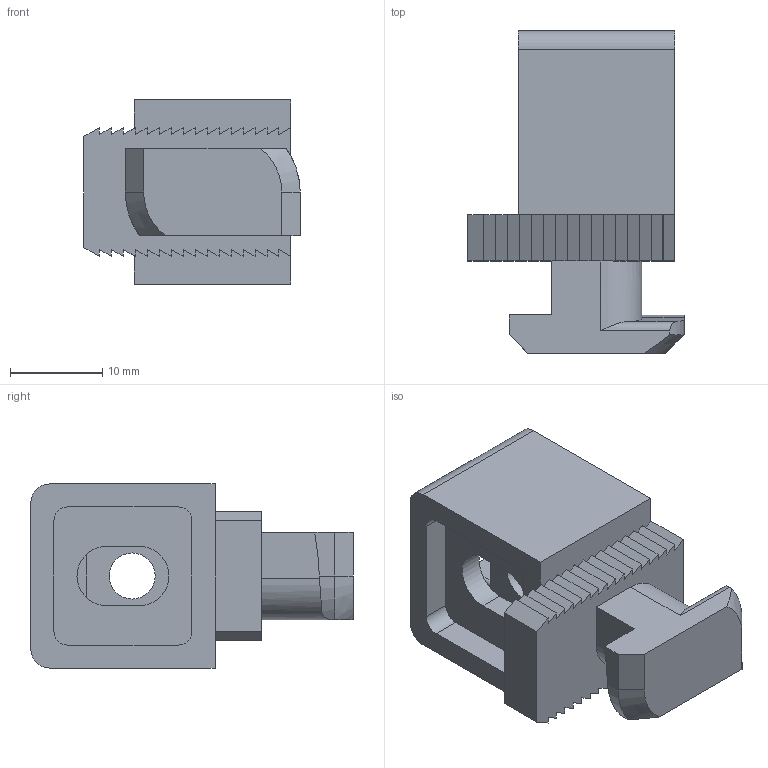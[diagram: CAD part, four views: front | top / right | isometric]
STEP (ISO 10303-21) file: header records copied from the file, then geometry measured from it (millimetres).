
FILE_DESCRIPTION (( 'STEP AP214' ), '1' );
FILE_NAME ('6221120', '2019-01-28T16:57:09', ( '' ), ('JUGARD+KÜNSTNER GmbH'), 'SwSTEP 2.0', 'SolidWorks 2017', '' );
FILE_SCHEMA (( 'AUTOMOTIVE_DESIGN' ));
Length unit declared in the file: millimetre
Products named in the file (4): Part2; Part1; Part3; 6221120
Assembly tree (3 placements, depth 2):
  6221120
    Part1
    Part2
    Part3
Bounding box: 23.5 x 35 x 20 mm (x, y, z)
Volume: 6655.1 mm3; surface area: 5162.8 mm2
Topology: 3 solids, 3 shells, 226 faces, 643 edges, 425 vertices
Faces by surface type: plane 169, cylinder 41, bspline 10, cone 6
Entity records: 7671 total; most frequent: CARTESIAN_POINT 1652, ORIENTED_EDGE 1282, DIRECTION 1147, EDGE_CURVE 641, VECTOR 515, LINE 515, VERTEX_POINT 425, AXIS2_PLACEMENT_3D 316
